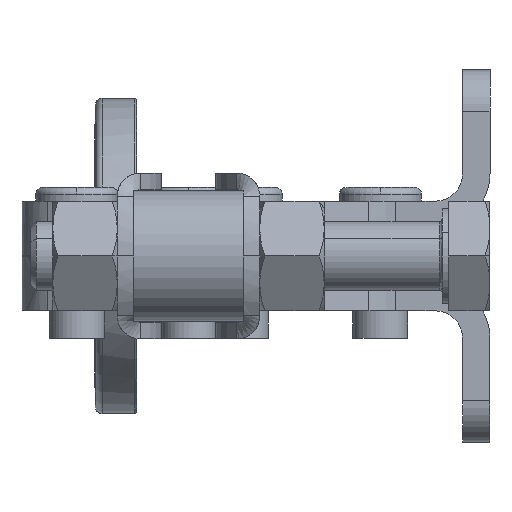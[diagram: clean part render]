
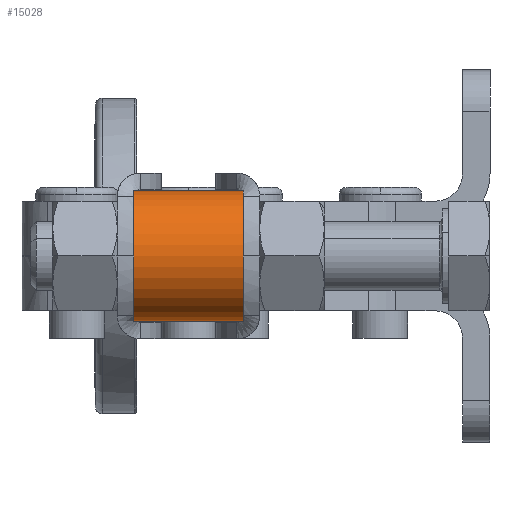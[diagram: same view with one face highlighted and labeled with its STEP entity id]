
A CAD part, left-side view. The second image highlights one B-rep face of the part: STEP entity #15028.
In plain terms, the highlighted cylindrical face has radius 4.75 mm (diameter 9.5 mm), a partial arc.
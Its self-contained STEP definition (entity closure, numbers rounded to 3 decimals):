
#10942=CARTESIAN_POINT('',(-68.819,26.08,2.751));
#10943=VERTEX_POINT('',#10942);
#10950=CARTESIAN_POINT('',(-68.819,18.08,2.751));
#10951=VERTEX_POINT('',#10950);
#10952=CARTESIAN_POINT('',(-68.819,26.08,2.751));
#10953=DIRECTION('',(0.0,-1.0,0.0));
#10954=VECTOR('',#10953,8.0);
#10955=LINE('',#10952,#10954);
#10956=EDGE_CURVE('',#10943,#10951,#10955,.T.);
#12446=CARTESIAN_POINT('',(-68.819,18.08,-6.749));
#12447=VERTEX_POINT('',#12446);
#12454=CARTESIAN_POINT('',(-68.819,26.08,-6.749));
#12455=VERTEX_POINT('',#12454);
#12456=CARTESIAN_POINT('',(-68.819,26.08,-6.749));
#12457=DIRECTION('',(0.0,-1.0,0.0));
#12458=VECTOR('',#12457,8.0);
#12459=LINE('',#12456,#12458);
#12460=EDGE_CURVE('',#12455,#12447,#12459,.T.);
#14593=CARTESIAN_POINT('',(-68.819,18.08,-1.999));
#14594=DIRECTION('',(0.0,1.0,0.0));
#14595=DIRECTION('',(0.0,0.0,-1.0));
#14596=AXIS2_PLACEMENT_3D('',#14593,#14594,#14595);
#14597=CIRCLE('',#14596,4.75);
#14598=EDGE_CURVE('',#12447,#10951,#14597,.T.);
#15011=CARTESIAN_POINT('',(-68.819,26.08,-1.999));
#15012=DIRECTION('',(0.,-1.0,0.));
#15013=DIRECTION('',(0.0,0.0,-1.0));
#15014=AXIS2_PLACEMENT_3D('',#15011,#15012,#15013);
#15015=CYLINDRICAL_SURFACE('',#15014,4.75);
#15016=ORIENTED_EDGE('',*,*,#14598,.T.);
#15017=ORIENTED_EDGE('',*,*,#10956,.F.);
#15018=CARTESIAN_POINT('',(-68.819,26.08,-1.999));
#15019=DIRECTION('',(0.0,1.0,0.0));
#15020=DIRECTION('',(0.0,0.0,-1.0));
#15021=AXIS2_PLACEMENT_3D('',#15018,#15019,#15020);
#15022=CIRCLE('',#15021,4.75);
#15023=EDGE_CURVE('',#12455,#10943,#15022,.T.);
#15024=ORIENTED_EDGE('',*,*,#15023,.F.);
#15025=ORIENTED_EDGE('',*,*,#12460,.T.);
#15026=EDGE_LOOP('',(#15016,#15017,#15024,#15025));
#15027=FACE_OUTER_BOUND('',#15026,.T.);
#15028=ADVANCED_FACE('',(#15027),#15015,.T.);
